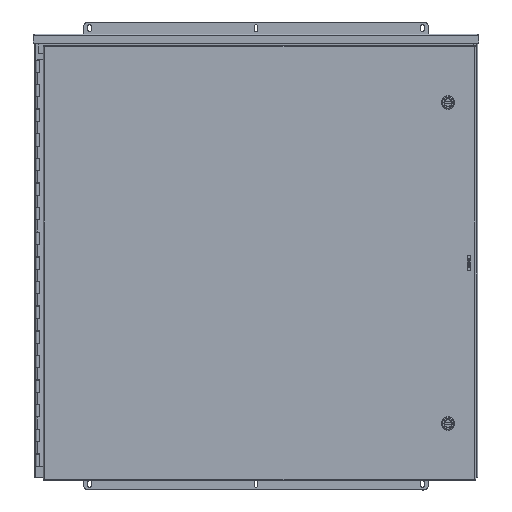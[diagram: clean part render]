
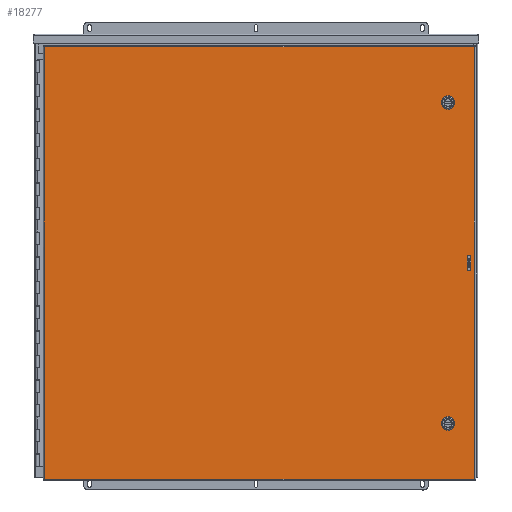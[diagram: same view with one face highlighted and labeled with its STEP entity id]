
A CAD part, top view. The second image highlights one B-rep face of the part: STEP entity #18277.
In plain terms, the highlighted planar face has unit normal (0, 0, 1).
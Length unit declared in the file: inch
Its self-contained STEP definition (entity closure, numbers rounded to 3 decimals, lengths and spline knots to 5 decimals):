
#790=FACE_BOUND('',#2869,.T.);
#791=FACE_BOUND('',#2870,.T.);
#792=FACE_BOUND('',#2871,.T.);
#942=CIRCLE('',#19347,0.453);
#944=CIRCLE('',#19351,0.453);
#946=CIRCLE('',#19355,0.453);
#948=CIRCLE('',#19359,0.453);
#950=CIRCLE('',#19388,0.453);
#952=CIRCLE('',#19392,0.453);
#954=CIRCLE('',#19396,0.453);
#956=CIRCLE('',#19400,0.453);
#957=CIRCLE('',#19407,0.125);
#959=CIRCLE('',#19410,0.125);
#1797=FACE_OUTER_BOUND('',#2868,.T.);
#2868=EDGE_LOOP('',(#12418,#12419,#12420,#12421));
#2869=EDGE_LOOP('',(#12422,#12423,#12424,#12425,#12426,#12427,#12428,#12429));
#2870=EDGE_LOOP('',(#12430,#12431,#12432,#12433,#12434,#12435,#12436,#12437));
#2871=EDGE_LOOP('',(#12438,#12439,#12440,#12441));
#4039=LINE('',#26979,#5769);
#4043=LINE('',#26991,#5773);
#4047=LINE('',#27003,#5777);
#4051=LINE('',#27013,#5781);
#4101=LINE('',#27335,#5831);
#4118=LINE('',#27547,#5848);
#4122=LINE('',#27561,#5852);
#4126=LINE('',#27573,#5856);
#4130=LINE('',#27585,#5860);
#4134=LINE('',#27595,#5864);
#4138=LINE('',#27606,#5868);
#4144=LINE('',#27624,#5874);
#4146=LINE('',#27628,#5876);
#4147=LINE('',#27631,#5877);
#5769=VECTOR('',#21659,0.42712);
#5773=VECTOR('',#21671,0.42712);
#5777=VECTOR('',#21683,0.42712);
#5781=VECTOR('',#21695,0.42712);
#5831=VECTOR('',#21779,35.102);
#5848=VECTOR('',#21812,35.102);
#5852=VECTOR('',#21824,0.42712);
#5856=VECTOR('',#21836,0.42712);
#5860=VECTOR('',#21848,0.42712);
#5864=VECTOR('',#21860,0.42712);
#5868=VECTOR('',#21872,1.);
#5874=VECTOR('',#21892,1.);
#5876=VECTOR('',#21898,34.9145);
#5877=VECTOR('',#21903,34.9145);
#7426=VERTEX_POINT('',#26970);
#7427=VERTEX_POINT('',#26972);
#7429=VERTEX_POINT('',#26978);
#7431=VERTEX_POINT('',#26984);
#7433=VERTEX_POINT('',#26990);
#7435=VERTEX_POINT('',#26996);
#7437=VERTEX_POINT('',#27002);
#7439=VERTEX_POINT('',#27008);
#7452=VERTEX_POINT('',#27110);
#7468=VERTEX_POINT('',#27230);
#7483=VERTEX_POINT('',#27334);
#7491=VERTEX_POINT('',#27483);
#7494=VERTEX_POINT('',#27552);
#7495=VERTEX_POINT('',#27554);
#7497=VERTEX_POINT('',#27560);
#7499=VERTEX_POINT('',#27566);
#7501=VERTEX_POINT('',#27572);
#7503=VERTEX_POINT('',#27578);
#7505=VERTEX_POINT('',#27584);
#7507=VERTEX_POINT('',#27590);
#7508=VERTEX_POINT('',#27602);
#7510=VERTEX_POINT('',#27605);
#7512=VERTEX_POINT('',#27611);
#7514=VERTEX_POINT('',#27617);
#9202=EDGE_CURVE('',#7427,#7426,#942,.T.);
#9205=EDGE_CURVE('',#7429,#7427,#4039,.T.);
#9208=EDGE_CURVE('',#7431,#7429,#944,.T.);
#9211=EDGE_CURVE('',#7433,#7431,#4043,.T.);
#9214=EDGE_CURVE('',#7435,#7433,#946,.T.);
#9217=EDGE_CURVE('',#7437,#7435,#4047,.T.);
#9220=EDGE_CURVE('',#7439,#7437,#948,.T.);
#9223=EDGE_CURVE('',#7426,#7439,#4051,.T.);
#9288=EDGE_CURVE('',#7483,#7468,#4101,.T.);
#9314=EDGE_CURVE('',#7452,#7491,#4118,.T.);
#9317=EDGE_CURVE('',#7495,#7494,#950,.T.);
#9320=EDGE_CURVE('',#7497,#7495,#4122,.T.);
#9323=EDGE_CURVE('',#7499,#7497,#952,.T.);
#9326=EDGE_CURVE('',#7501,#7499,#4126,.T.);
#9329=EDGE_CURVE('',#7503,#7501,#954,.T.);
#9332=EDGE_CURVE('',#7505,#7503,#4130,.T.);
#9335=EDGE_CURVE('',#7507,#7505,#956,.T.);
#9338=EDGE_CURVE('',#7494,#7507,#4134,.T.);
#9342=EDGE_CURVE('',#7510,#7508,#4138,.T.);
#9345=EDGE_CURVE('',#7512,#7508,#957,.T.);
#9348=EDGE_CURVE('',#7510,#7514,#959,.T.);
#9352=EDGE_CURVE('',#7512,#7514,#4144,.T.);
#9354=EDGE_CURVE('',#7468,#7452,#4146,.T.);
#9355=EDGE_CURVE('',#7491,#7483,#4147,.T.);
#12418=ORIENTED_EDGE('',*,*,#9314,.T.);
#12419=ORIENTED_EDGE('',*,*,#9355,.T.);
#12420=ORIENTED_EDGE('',*,*,#9288,.T.);
#12421=ORIENTED_EDGE('',*,*,#9354,.T.);
#12422=ORIENTED_EDGE('',*,*,#9202,.T.);
#12423=ORIENTED_EDGE('',*,*,#9223,.T.);
#12424=ORIENTED_EDGE('',*,*,#9220,.T.);
#12425=ORIENTED_EDGE('',*,*,#9217,.T.);
#12426=ORIENTED_EDGE('',*,*,#9214,.T.);
#12427=ORIENTED_EDGE('',*,*,#9211,.T.);
#12428=ORIENTED_EDGE('',*,*,#9208,.T.);
#12429=ORIENTED_EDGE('',*,*,#9205,.T.);
#12430=ORIENTED_EDGE('',*,*,#9317,.T.);
#12431=ORIENTED_EDGE('',*,*,#9338,.T.);
#12432=ORIENTED_EDGE('',*,*,#9335,.T.);
#12433=ORIENTED_EDGE('',*,*,#9332,.T.);
#12434=ORIENTED_EDGE('',*,*,#9329,.T.);
#12435=ORIENTED_EDGE('',*,*,#9326,.T.);
#12436=ORIENTED_EDGE('',*,*,#9323,.T.);
#12437=ORIENTED_EDGE('',*,*,#9320,.T.);
#12438=ORIENTED_EDGE('',*,*,#9342,.T.);
#12439=ORIENTED_EDGE('',*,*,#9345,.F.);
#12440=ORIENTED_EDGE('',*,*,#9352,.T.);
#12441=ORIENTED_EDGE('',*,*,#9348,.F.);
#16630=PLANE('',#19418);
#18277=ADVANCED_FACE('',(#1797,#790,#791,#792),#16630,.T.);
#19347=AXIS2_PLACEMENT_3D('',#26973,#21653,#21654);
#19351=AXIS2_PLACEMENT_3D('',#26985,#21665,#21666);
#19355=AXIS2_PLACEMENT_3D('',#26997,#21677,#21678);
#19359=AXIS2_PLACEMENT_3D('',#27009,#21689,#21690);
#19388=AXIS2_PLACEMENT_3D('',#27555,#21818,#21819);
#19392=AXIS2_PLACEMENT_3D('',#27567,#21830,#21831);
#19396=AXIS2_PLACEMENT_3D('',#27579,#21842,#21843);
#19400=AXIS2_PLACEMENT_3D('',#27591,#21854,#21855);
#19407=AXIS2_PLACEMENT_3D('',#27612,#21877,#21878);
#19410=AXIS2_PLACEMENT_3D('',#27618,#21884,#21885);
#19418=AXIS2_PLACEMENT_3D('',#27633,#21906,#21907);
#21653=DIRECTION('center_axis',(0.,0.,-1.));
#21654=DIRECTION('ref_axis',(0.882,0.471,0.));
#21659=DIRECTION('',(1.,0.,0.));
#21665=DIRECTION('center_axis',(0.,0.,-1.));
#21666=DIRECTION('ref_axis',(-0.471,0.882,0.));
#21671=DIRECTION('',(0.,1.,0.));
#21677=DIRECTION('center_axis',(0.,0.,-1.));
#21678=DIRECTION('ref_axis',(-0.882,-0.471,0.));
#21683=DIRECTION('',(-1.,0.,0.));
#21689=DIRECTION('center_axis',(0.,0.,-1.));
#21690=DIRECTION('ref_axis',(0.471,-0.882,0.));
#21695=DIRECTION('',(0.,-1.,0.));
#21779=DIRECTION('',(0.,-1.,0.));
#21812=DIRECTION('',(0.,1.,0.));
#21818=DIRECTION('center_axis',(0.,0.,-1.));
#21819=DIRECTION('ref_axis',(0.882,0.471,0.));
#21824=DIRECTION('',(1.,0.,0.));
#21830=DIRECTION('center_axis',(0.,0.,-1.));
#21831=DIRECTION('ref_axis',(-0.471,0.882,0.));
#21836=DIRECTION('',(0.,1.,0.));
#21842=DIRECTION('center_axis',(0.,0.,-1.));
#21843=DIRECTION('ref_axis',(-0.882,-0.471,0.));
#21848=DIRECTION('',(-1.,0.,0.));
#21854=DIRECTION('center_axis',(0.,0.,-1.));
#21855=DIRECTION('ref_axis',(0.471,-0.882,0.));
#21860=DIRECTION('',(0.,-1.,0.));
#21872=DIRECTION('',(0.,-1.,0.));
#21877=DIRECTION('center_axis',(0.,0.,1.));
#21878=DIRECTION('ref_axis',(-0.707,-0.707,0.));
#21884=DIRECTION('center_axis',(0.,0.,1.));
#21885=DIRECTION('ref_axis',(0.707,0.707,0.));
#21892=DIRECTION('',(0.,1.,0.));
#21898=DIRECTION('',(1.,0.,0.));
#21903=DIRECTION('',(-1.,0.,0.));
#21906=DIRECTION('center_axis',(0.,0.,1.));
#21907=DIRECTION('ref_axis',(1.,0.,0.));
#26970=CARTESIAN_POINT('',(15.712,13.24481,0.074));
#26972=CARTESIAN_POINT('',(15.52612,13.43075,0.074));
#26973=CARTESIAN_POINT('Origin',(15.31248,13.0313,0.074));
#26978=CARTESIAN_POINT('',(15.099,13.43075,0.074));
#26979=CARTESIAN_POINT('',(7.76306,13.43075,0.074));
#26984=CARTESIAN_POINT('',(14.913,13.24481,0.074));
#26985=CARTESIAN_POINT('Origin',(15.31248,13.0312,0.074));
#26990=CARTESIAN_POINT('',(14.913,12.81769,0.074));
#26991=CARTESIAN_POINT('',(14.913,6.62241,0.074));
#26996=CARTESIAN_POINT('',(15.09894,12.63175,0.074));
#26997=CARTESIAN_POINT('Origin',(15.3125,13.03125,0.074));
#27002=CARTESIAN_POINT('',(15.52606,12.63175,0.074));
#27003=CARTESIAN_POINT('',(7.54947,12.63175,0.074));
#27008=CARTESIAN_POINT('',(15.712,12.81769,0.074));
#27009=CARTESIAN_POINT('Origin',(15.3125,13.03125,0.074));
#27013=CARTESIAN_POINT('',(15.712,6.40884,0.074));
#27110=CARTESIAN_POINT('',(17.45725,-17.551,0.074));
#27230=CARTESIAN_POINT('',(-17.45725,-17.551,0.074));
#27334=CARTESIAN_POINT('',(-17.45725,17.551,0.074));
#27335=CARTESIAN_POINT('',(-17.45725,8.7755,0.074));
#27483=CARTESIAN_POINT('',(17.45725,17.551,0.074));
#27547=CARTESIAN_POINT('',(17.45725,-8.7755,0.074));
#27552=CARTESIAN_POINT('',(15.712,-12.81769,0.074));
#27554=CARTESIAN_POINT('',(15.52612,-12.63175,0.074));
#27555=CARTESIAN_POINT('Origin',(15.31248,-13.0312,0.074));
#27560=CARTESIAN_POINT('',(15.099,-12.63175,0.074));
#27561=CARTESIAN_POINT('',(7.76306,-12.63175,0.074));
#27566=CARTESIAN_POINT('',(14.913,-12.81769,0.074));
#27567=CARTESIAN_POINT('Origin',(15.31248,-13.0313,0.074));
#27572=CARTESIAN_POINT('',(14.913,-13.24481,0.074));
#27573=CARTESIAN_POINT('',(14.913,-6.40884,0.074));
#27578=CARTESIAN_POINT('',(15.09894,-13.43075,0.074));
#27579=CARTESIAN_POINT('Origin',(15.3125,-13.03125,0.074));
#27584=CARTESIAN_POINT('',(15.52606,-13.43075,0.074));
#27585=CARTESIAN_POINT('',(7.54947,-13.43075,0.074));
#27590=CARTESIAN_POINT('',(15.712,-13.24481,0.074));
#27591=CARTESIAN_POINT('Origin',(15.3125,-13.03125,0.074));
#27595=CARTESIAN_POINT('',(15.712,-6.62241,0.074));
#27602=CARTESIAN_POINT('',(17.14063,-0.5,0.074));
#27605=CARTESIAN_POINT('',(17.14063,0.5,0.074));
#27606=CARTESIAN_POINT('',(17.14063,0.3125,0.074));
#27611=CARTESIAN_POINT('',(16.89063,-0.5,0.074));
#27612=CARTESIAN_POINT('Origin',(17.01563,-0.5,0.074));
#27617=CARTESIAN_POINT('',(16.89063,0.5,0.074));
#27618=CARTESIAN_POINT('Origin',(17.01563,0.5,0.074));
#27624=CARTESIAN_POINT('',(16.89063,-0.3125,0.074));
#27628=CARTESIAN_POINT('',(-8.72863,-17.551,0.074));
#27631=CARTESIAN_POINT('',(8.72863,17.551,0.074));
#27633=CARTESIAN_POINT('Origin',(0.,0.,0.074));
